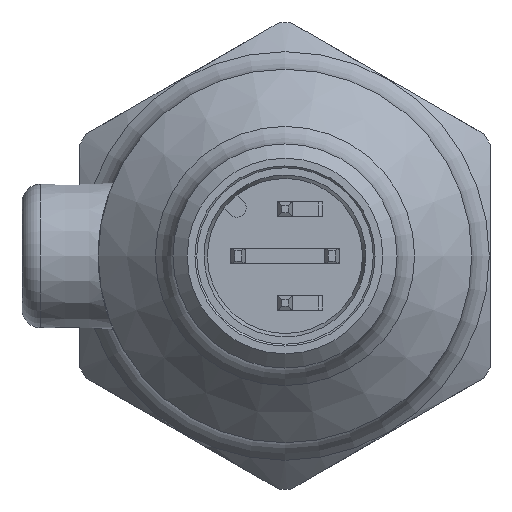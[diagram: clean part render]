
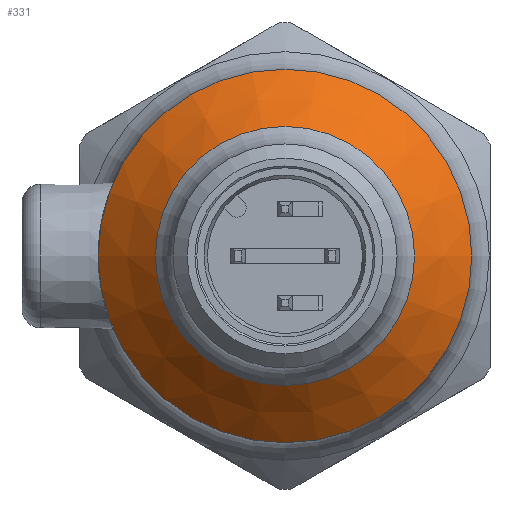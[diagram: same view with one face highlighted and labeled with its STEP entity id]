
A CAD part, left-side view. The second image highlights one B-rep face of the part: STEP entity #331.
In plain terms, the highlighted conical face has half-angle 45 degrees and reference radius 6.937 mm.
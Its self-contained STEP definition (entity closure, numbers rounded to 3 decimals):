
#331 = ADVANCED_FACE( '', ( #714, #715 ), #716, .T. );
#714 = FACE_OUTER_BOUND( '', #1124, .T. );
#715 = FACE_BOUND( '', #1125, .T. );
#716 = CONICAL_SURFACE( '', #1126, 6.937, 0.785 );
#1124 = EDGE_LOOP( '', ( #2048 ) );
#1125 = EDGE_LOOP( '', ( #2049 ) );
#1126 = AXIS2_PLACEMENT_3D( '', #2050, #2051, #2052 );
#2048 = ORIENTED_EDGE( '', *, *, #2353, .F. );
#2049 = ORIENTED_EDGE( '', *, *, #2566, .T. );
#2050 = CARTESIAN_POINT( '', ( -72.563, 0., 0. ) );
#2051 = DIRECTION( '', ( 1., 0., 0. ) );
#2052 = DIRECTION( '', ( 0., 1., 0. ) );
#2353 = EDGE_CURVE( '', #2813, #2813, #2814, .T. );
#2566 = EDGE_CURVE( '', #3153, #3153, #3154, .T. );
#2813 = VERTEX_POINT( '', #3535 );
#2814 = CIRCLE( '', #3536, 10. );
#3153 = VERTEX_POINT( '', #3979 );
#3154 = CIRCLE( '', #3980, 6.937 );
#3535 = CARTESIAN_POINT( '', ( -69.5, 10., 0. ) );
#3536 = AXIS2_PLACEMENT_3D( '', #4380, #4381, #4382 );
#3979 = CARTESIAN_POINT( '', ( -72.563, 6.937, 0. ) );
#3980 = AXIS2_PLACEMENT_3D( '', #4658, #4659, #4660 );
#4380 = CARTESIAN_POINT( '', ( -69.5, 0., 0. ) );
#4381 = DIRECTION( '', ( 1., 0., 0. ) );
#4382 = DIRECTION( '', ( 0., 1., 0. ) );
#4658 = CARTESIAN_POINT( '', ( -72.563, 0., 0. ) );
#4659 = DIRECTION( '', ( 1., 0., 0. ) );
#4660 = DIRECTION( '', ( 0., 1., 0. ) );
